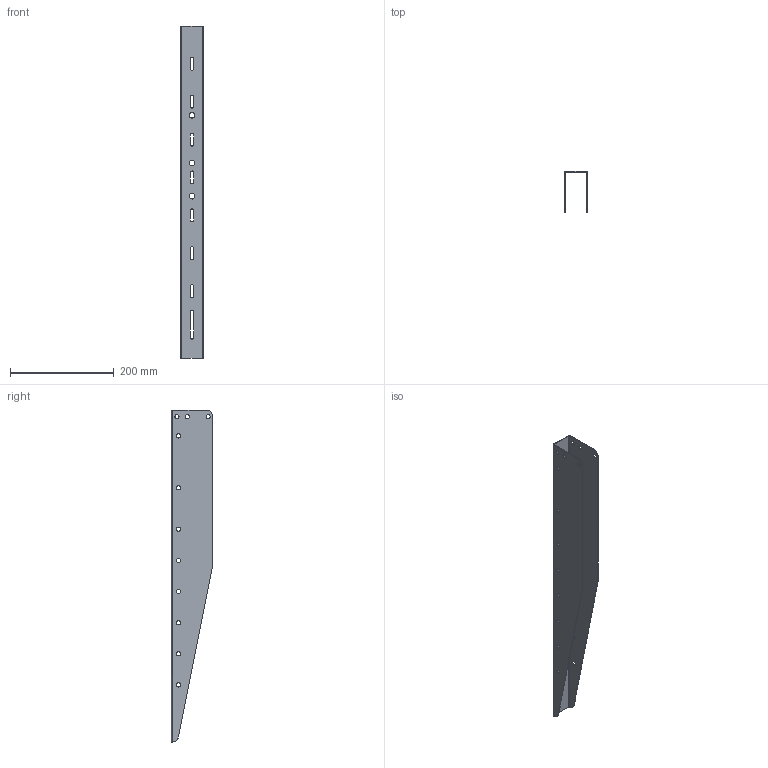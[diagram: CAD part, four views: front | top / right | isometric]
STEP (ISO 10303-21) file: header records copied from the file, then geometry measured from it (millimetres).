
FILE_DESCRIPTION (( 'STEP AP203' ), '1' );
FILE_NAME ('Êîíñîëü BM_BBM5060.STEP', '2012-11-20T08:31:02', ( 'Àñååâ' ), ( '' ), 'SwSTEP 2.0', 'SolidWorks 2012', '' );
FILE_SCHEMA (( 'CONFIG_CONTROL_DESIGN' ));
Length unit declared in the file: millimetre
Products named in the file (1): Êîíñîëü BM_BBM5060
Bounding box: 44 x 80 x 640 mm (x, y, z)
Volume: 152312.6 mm3; surface area: 207164.1 mm2
Topology: 1 solids, 1 shells, 85 faces, 233 edges, 150 vertices
Faces by surface type: cylinder 49, plane 34, bspline 2
Full cylindrical faces by diameter (mm): 8 x22, 11 x3
Entity records: 2823 total; most frequent: CARTESIAN_POINT 484, DIRECTION 468, ORIENTED_EDGE 416, EDGE_CURVE 208, AXIS2_PLACEMENT_3D 182, EDGE_LOOP 176, VERTEX_POINT 150, FACE_OUTER_BOUND 110
